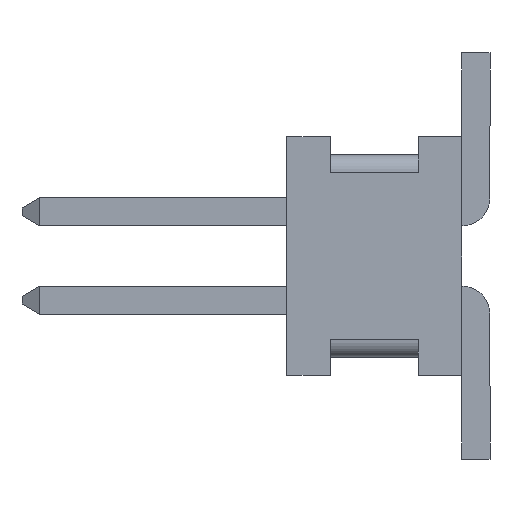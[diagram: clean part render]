
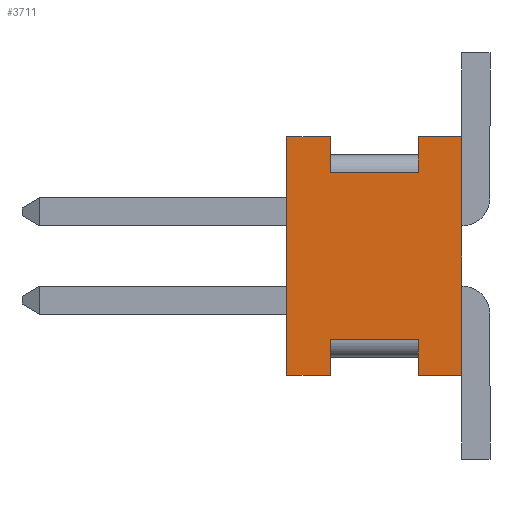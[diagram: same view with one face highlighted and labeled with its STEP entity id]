
A CAD part, left-side view. The second image highlights one B-rep face of the part: STEP entity #3711.
In plain terms, the highlighted planar face has unit normal (-1, 0, 0).
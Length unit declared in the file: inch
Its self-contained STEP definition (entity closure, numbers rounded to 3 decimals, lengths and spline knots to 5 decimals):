
#137 = LINE ( 'NONE', #7292, #7721 ) ;
#215 = VERTEX_POINT ( 'NONE', #456 ) ;
#297 = ORIENTED_EDGE ( 'NONE', *, *, #432, .T. ) ;
#432 = EDGE_CURVE ( 'NONE', #6198, #1081, #3380, .T. ) ;
#456 = CARTESIAN_POINT ( 'NONE',  ( -0.1, 0.0245, 0.0475 ) ) ;
#625 = VERTEX_POINT ( 'NONE', #5225 ) ;
#791 = VERTEX_POINT ( 'NONE', #3205 ) ;
#934 = DIRECTION ( 'NONE',  ( 0., -1., 0. ) ) ;
#1081 = VERTEX_POINT ( 'NONE', #1617 ) ;
#1148 = CARTESIAN_POINT ( 'NONE',  ( -0.1, 0.0745, -0.0475 ) ) ;
#1218 = VERTEX_POINT ( 'NONE', #9058 ) ;
#1222 = ORIENTED_EDGE ( 'NONE', *, *, #3882, .T. ) ;
#1304 = LINE ( 'NONE', #6657, #8785 ) ;
#1333 = ORIENTED_EDGE ( 'NONE', *, *, #5946, .F. ) ;
#1364 = ORIENTED_EDGE ( 'NONE', *, *, #1589, .T. ) ;
#1375 = LINE ( 'NONE', #3530, #2504 ) ;
#1393 = ORIENTED_EDGE ( 'NONE', *, *, #6986, .T. ) ;
#1401 = CARTESIAN_POINT ( 'NONE',  ( -0.1, 0.099, 0.0675 ) ) ;
#1443 = DIRECTION ( 'NONE',  ( 0., 0., 1. ) ) ;
#1589 = EDGE_CURVE ( 'NONE', #7982, #9219, #3235, .T. ) ;
#1617 = CARTESIAN_POINT ( 'NONE',  ( -0.1, 0., 0.0675 ) ) ;
#1630 = DIRECTION ( 'NONE',  ( 0., -1., 0. ) ) ;
#1676 = DIRECTION ( 'NONE',  ( 0., 1., 0. ) ) ;
#1748 = CARTESIAN_POINT ( 'NONE',  ( -0.1, 0.099, 0.0675 ) ) ;
#1752 = FACE_OUTER_BOUND ( 'NONE', #2781, .T. ) ;
#1812 = VECTOR ( 'NONE', #4792, 39.37008 ) ;
#1989 = VECTOR ( 'NONE', #5002, 39.37008 ) ;
#2164 = ORIENTED_EDGE ( 'NONE', *, *, #3618, .F. ) ;
#2369 = EDGE_CURVE ( 'NONE', #1218, #2722, #137, .T. ) ;
#2504 = VECTOR ( 'NONE', #3561, 39.37008 ) ;
#2575 = DIRECTION ( 'NONE',  ( 0., 0., -1. ) ) ;
#2722 = VERTEX_POINT ( 'NONE', #1148 ) ;
#2781 = EDGE_LOOP ( 'NONE', ( #6820, #1364, #2164, #1333, #1393, #5637, #8377, #9207, #1222, #297, #3040, #6577 ) ) ;
#2815 = EDGE_CURVE ( 'NONE', #8683, #1081, #1375, .T. ) ;
#3040 = ORIENTED_EDGE ( 'NONE', *, *, #2815, .F. ) ;
#3065 = CARTESIAN_POINT ( 'NONE',  ( -0.1, 0.099, -0.0675 ) ) ;
#3205 = CARTESIAN_POINT ( 'NONE',  ( -0.1, 0.0245, -0.0675 ) ) ;
#3235 = LINE ( 'NONE', #8625, #1989 ) ;
#3268 = DIRECTION ( 'NONE',  ( 0., -1., 0. ) ) ;
#3380 = LINE ( 'NONE', #8686, #7665 ) ;
#3485 = VECTOR ( 'NONE', #934, 39.37008 ) ;
#3530 = CARTESIAN_POINT ( 'NONE',  ( -0.1, 0.099, 0.0675 ) ) ;
#3561 = DIRECTION ( 'NONE',  ( 0., -1., 0. ) ) ;
#3564 = LINE ( 'NONE', #3978, #4240 ) ;
#3599 = EDGE_CURVE ( 'NONE', #2722, #625, #1304, .T. ) ;
#3602 = LINE ( 'NONE', #6983, #7893 ) ;
#3618 = EDGE_CURVE ( 'NONE', #5006, #9219, #5015, .T. ) ;
#3679 = CARTESIAN_POINT ( 'NONE',  ( -0.1, 0., -0.0675 ) ) ;
#3711 = ADVANCED_FACE ( 'NONE', ( #1752 ), #6910, .F. ) ;
#3737 = LINE ( 'NONE', #8452, #1812 ) ;
#3750 = DIRECTION ( 'NONE',  ( 0., 0., 1. ) ) ;
#3882 = EDGE_CURVE ( 'NONE', #791, #6198, #3564, .T. ) ;
#3892 = DIRECTION ( 'NONE',  ( 0., 0., -1. ) ) ;
#3978 = CARTESIAN_POINT ( 'NONE',  ( -0.1, 0.099, -0.0675 ) ) ;
#4240 = VECTOR ( 'NONE', #3268, 39.37008 ) ;
#4401 = EDGE_CURVE ( 'NONE', #8683, #215, #4536, .T. ) ;
#4444 = VERTEX_POINT ( 'NONE', #8196 ) ;
#4536 = LINE ( 'NONE', #5245, #6475 ) ;
#4731 = DIRECTION ( 'NONE',  ( 1., 0., 0. ) ) ;
#4792 = DIRECTION ( 'NONE',  ( 0., 0., 1. ) ) ;
#5002 = DIRECTION ( 'NONE',  ( 0., 0., 1. ) ) ;
#5006 = VERTEX_POINT ( 'NONE', #1401 ) ;
#5015 = LINE ( 'NONE', #5196, #9121 ) ;
#5196 = CARTESIAN_POINT ( 'NONE',  ( -0.1, 0.099, 0.0675 ) ) ;
#5225 = CARTESIAN_POINT ( 'NONE',  ( -0.1, 0.0245, -0.0475 ) ) ;
#5245 = CARTESIAN_POINT ( 'NONE',  ( -0.1, 0.0245, 0.0675 ) ) ;
#5420 = CARTESIAN_POINT ( 'NONE',  ( -0.1, 0.0745, 0.0475 ) ) ;
#5637 = ORIENTED_EDGE ( 'NONE', *, *, #2369, .T. ) ;
#5946 = EDGE_CURVE ( 'NONE', #4444, #5006, #3737, .T. ) ;
#6033 = CARTESIAN_POINT ( 'NONE',  ( -0.1, 0.099, 0.0475 ) ) ;
#6198 = VERTEX_POINT ( 'NONE', #3679 ) ;
#6475 = VECTOR ( 'NONE', #3892, 39.37008 ) ;
#6577 = ORIENTED_EDGE ( 'NONE', *, *, #4401, .T. ) ;
#6657 = CARTESIAN_POINT ( 'NONE',  ( -0.1, 0.099, -0.0475 ) ) ;
#6749 = EDGE_CURVE ( 'NONE', #215, #7982, #8924, .T. ) ;
#6820 = ORIENTED_EDGE ( 'NONE', *, *, #6749, .T. ) ;
#6910 = PLANE ( 'NONE',  #9201 ) ;
#6983 = CARTESIAN_POINT ( 'NONE',  ( -0.1, 0.0245, -0.0675 ) ) ;
#6986 = EDGE_CURVE ( 'NONE', #4444, #1218, #9254, .T. ) ;
#6988 = VECTOR ( 'NONE', #1676, 39.37008 ) ;
#7292 = CARTESIAN_POINT ( 'NONE',  ( -0.1, 0.0745, -0.0675 ) ) ;
#7436 = EDGE_CURVE ( 'NONE', #625, #791, #3602, .T. ) ;
#7453 = CARTESIAN_POINT ( 'NONE',  ( -0.1, 0.0745, 0.0675 ) ) ;
#7665 = VECTOR ( 'NONE', #1443, 39.37008 ) ;
#7721 = VECTOR ( 'NONE', #3750, 39.37008 ) ;
#7893 = VECTOR ( 'NONE', #9142, 39.37008 ) ;
#7982 = VERTEX_POINT ( 'NONE', #5420 ) ;
#8196 = CARTESIAN_POINT ( 'NONE',  ( -0.1, 0.099, -0.0675 ) ) ;
#8377 = ORIENTED_EDGE ( 'NONE', *, *, #3599, .T. ) ;
#8452 = CARTESIAN_POINT ( 'NONE',  ( -0.1, 0.099, 0.0675 ) ) ;
#8625 = CARTESIAN_POINT ( 'NONE',  ( -0.1, 0.0745, 0.0675 ) ) ;
#8683 = VERTEX_POINT ( 'NONE', #9063 ) ;
#8686 = CARTESIAN_POINT ( 'NONE',  ( -0.1, 0., 0.0675 ) ) ;
#8785 = VECTOR ( 'NONE', #8880, 39.37008 ) ;
#8880 = DIRECTION ( 'NONE',  ( 0., -1., 0. ) ) ;
#8924 = LINE ( 'NONE', #6033, #6988 ) ;
#9058 = CARTESIAN_POINT ( 'NONE',  ( -0.1, 0.0745, -0.0675 ) ) ;
#9063 = CARTESIAN_POINT ( 'NONE',  ( -0.1, 0.0245, 0.0675 ) ) ;
#9121 = VECTOR ( 'NONE', #1630, 39.37008 ) ;
#9142 = DIRECTION ( 'NONE',  ( 0., 0., -1. ) ) ;
#9201 = AXIS2_PLACEMENT_3D ( 'NONE', #1748, #4731, #2575 ) ;
#9207 = ORIENTED_EDGE ( 'NONE', *, *, #7436, .T. ) ;
#9219 = VERTEX_POINT ( 'NONE', #7453 ) ;
#9254 = LINE ( 'NONE', #3065, #3485 ) ;
